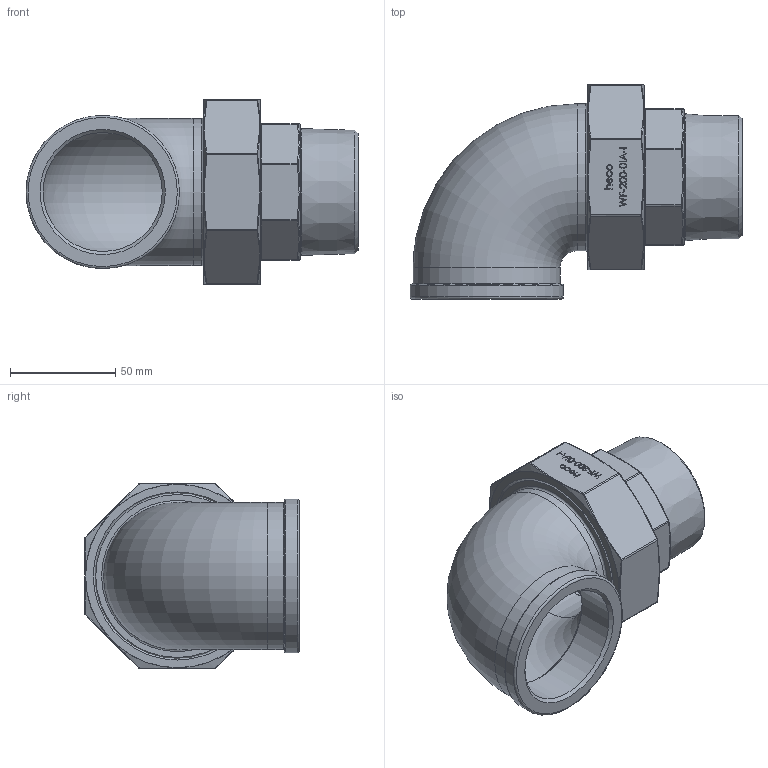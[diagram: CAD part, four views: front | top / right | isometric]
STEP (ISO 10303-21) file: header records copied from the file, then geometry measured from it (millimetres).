
FILE_DESCRIPTION (( 'STEP AP214' ), '1' );
FILE_NAME ('WF-200-0IA-I Winkelverschraubung flach 2202.STEP', '2022-02-17T09:52:43', ( '' ), ( '' ), 'SwSTEP 2.0', 'SolidWorks 2019', '' );
FILE_SCHEMA (( 'AUTOMOTIVE_DESIGN' ));
Length unit declared in the file: millimetre
Products named in the file (1): WF-200-0IA-I Winkelverschraubung flach 2202
Bounding box: 158 x 102 x 88 mm (x, y, z)
Volume: 236923.3 mm3; surface area: 94596.1 mm2
Topology: 4 solids, 4 shells, 327 faces, 786 edges, 495 vertices
Faces by surface type: plane 126, bspline 118, cylinder 39, torus 32, cone 12
Full cylindrical faces by diameter (mm): 50 x1, 54 x1, 56.65 x1, 61 x2, 63 x1, 70 x2, 72.5 x1, 73 x2, 77.5 x2, 77.84 x1, 80 x1
Entity records: 18565 total; most frequent: CARTESIAN_POINT 8381, ORIENTED_EDGE 1432, DIRECTION 1047, EDGE_CURVE 716, VERTEX_POINT 476, EDGE_LOOP 414, FACE_OUTER_BOUND 366, AXIS2_PLACEMENT_3D 356
